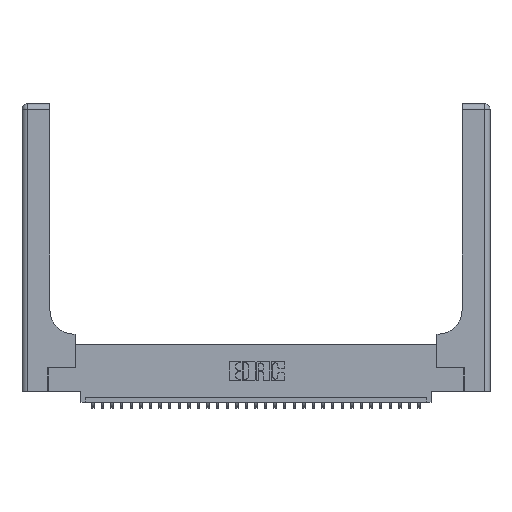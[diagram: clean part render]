
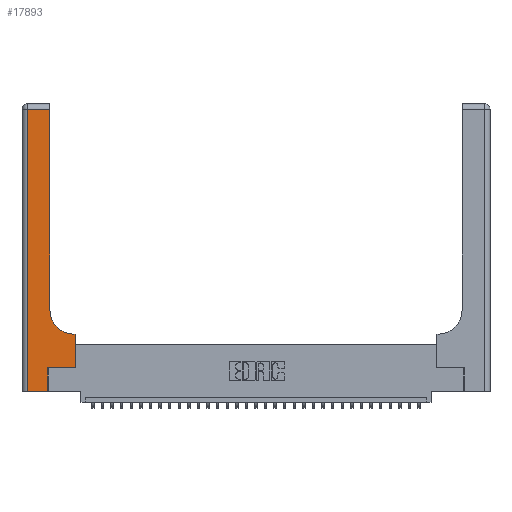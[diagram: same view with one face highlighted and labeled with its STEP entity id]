
A CAD part, top view. The second image highlights one B-rep face of the part: STEP entity #17893.
In plain terms, the highlighted planar face has unit normal (0, 0, 1).
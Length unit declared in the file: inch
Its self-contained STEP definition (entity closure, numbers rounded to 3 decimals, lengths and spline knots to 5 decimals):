
#61 = VECTOR ( 'NONE', #22545, 39.37008 ) ;
#672 = DIRECTION ( 'NONE',  ( -1., 0., 0. ) ) ;
#680 = PLANE ( 'NONE',  #11731 ) ;
#1191 = VECTOR ( 'NONE', #12561, 39.37008 ) ;
#2140 = LINE ( 'NONE', #17097, #22767 ) ;
#2171 = AXIS2_PLACEMENT_3D ( 'NONE', #19959, #27788, #12785 ) ;
#3218 = CARTESIAN_POINT ( 'NONE',  ( 0.06, 2.94, 0.37 ) ) ;
#3575 = LINE ( 'NONE', #12398, #61 ) ;
#4298 = DIRECTION ( 'NONE',  ( 1., 0., 0. ) ) ;
#4451 = CARTESIAN_POINT ( 'NONE',  ( 0.2915, 0.6, 0.37 ) ) ;
#4633 = DIRECTION ( 'NONE',  ( 0., 1., 0. ) ) ;
#5419 = ORIENTED_EDGE ( 'NONE', *, *, #18678, .T. ) ;
#5823 = DIRECTION ( 'NONE',  ( 1., 0., 0. ) ) ;
#6829 = LINE ( 'NONE', #23448, #14398 ) ;
#7209 = VERTEX_POINT ( 'NONE', #31647 ) ;
#7352 = ORIENTED_EDGE ( 'NONE', *, *, #9170, .T. ) ;
#7667 = ORIENTED_EDGE ( 'NONE', *, *, #11519, .T. ) ;
#7825 = EDGE_CURVE ( 'NONE', #31669, #8935, #15892, .T. ) ;
#7869 = CARTESIAN_POINT ( 'NONE',  ( 0.2915, 2.94, 0.37 ) ) ;
#8731 = EDGE_CURVE ( 'NONE', #11550, #9340, #27965, .T. ) ;
#8935 = VERTEX_POINT ( 'NONE', #18495 ) ;
#9170 = EDGE_CURVE ( 'NONE', #7209, #29309, #14951, .T. ) ;
#9340 = VERTEX_POINT ( 'NONE', #29146 ) ;
#10640 = CARTESIAN_POINT ( 'NONE',  ( 0.2915, 3., 0.37 ) ) ;
#11506 = ORIENTED_EDGE ( 'NONE', *, *, #21892, .T. ) ;
#11519 = EDGE_CURVE ( 'NONE', #23508, #31669, #6829, .T. ) ;
#11550 = VERTEX_POINT ( 'NONE', #23685 ) ;
#11576 = CARTESIAN_POINT ( 'NONE',  ( 0.5585, 0.25, 0.37 ) ) ;
#11731 = AXIS2_PLACEMENT_3D ( 'NONE', #15627, #18390, #672 ) ;
#12383 = EDGE_CURVE ( 'NONE', #21090, #23508, #3575, .T. ) ;
#12398 = CARTESIAN_POINT ( 'NONE',  ( 0.06, 3., 0.37 ) ) ;
#12561 = DIRECTION ( 'NONE',  ( 0., 1., 0. ) ) ;
#12785 = DIRECTION ( 'NONE',  ( 1., 0., 0. ) ) ;
#13156 = EDGE_CURVE ( 'NONE', #9340, #16482, #13902, .T. ) ;
#13528 = VECTOR ( 'NONE', #21410, 39.37008 ) ;
#13902 = LINE ( 'NONE', #10640, #1191 ) ;
#14398 = VECTOR ( 'NONE', #5823, 39.37008 ) ;
#14951 = LINE ( 'NONE', #11576, #25217 ) ;
#15013 = VECTOR ( 'NONE', #16269, 39.37008 ) ;
#15081 = FACE_OUTER_BOUND ( 'NONE', #29764, .T. ) ;
#15627 = CARTESIAN_POINT ( 'NONE',  ( 0., 3., 0.37 ) ) ;
#15689 = VECTOR ( 'NONE', #19108, 39.37008 ) ;
#15892 = LINE ( 'NONE', #29727, #13528 ) ;
#16269 = DIRECTION ( 'NONE',  ( -1., 0., 0. ) ) ;
#16482 = VERTEX_POINT ( 'NONE', #7869 ) ;
#16530 = CARTESIAN_POINT ( 'NONE',  ( 0.269, 0., 0.37 ) ) ;
#17097 = CARTESIAN_POINT ( 'NONE',  ( 0.269, 0.25, 0.37 ) ) ;
#17893 = ADVANCED_FACE ( 'NONE', ( #15081 ), #680, .F. ) ;
#18390 = DIRECTION ( 'NONE',  ( 0., 0., -1. ) ) ;
#18495 = CARTESIAN_POINT ( 'NONE',  ( 0.269, 0.25, 0.37 ) ) ;
#18678 = EDGE_CURVE ( 'NONE', #29309, #11550, #31955, .T. ) ;
#19108 = DIRECTION ( 'NONE',  ( -1., 0., 0. ) ) ;
#19277 = ORIENTED_EDGE ( 'NONE', *, *, #12383, .T. ) ;
#19959 = CARTESIAN_POINT ( 'NONE',  ( 0.5415, 0.85, 0.37 ) ) ;
#21090 = VERTEX_POINT ( 'NONE', #3218 ) ;
#21241 = EDGE_CURVE ( 'NONE', #16482, #21090, #23200, .T. ) ;
#21410 = DIRECTION ( 'NONE',  ( 0., 1., 0. ) ) ;
#21892 = EDGE_CURVE ( 'NONE', #8935, #7209, #2140, .T. ) ;
#22545 = DIRECTION ( 'NONE',  ( 0., -1., 0. ) ) ;
#22708 = ORIENTED_EDGE ( 'NONE', *, *, #21241, .T. ) ;
#22767 = VECTOR ( 'NONE', #4298, 39.37008 ) ;
#23200 = LINE ( 'NONE', #27142, #15689 ) ;
#23448 = CARTESIAN_POINT ( 'NONE',  ( 0., 0., 0.37 ) ) ;
#23508 = VERTEX_POINT ( 'NONE', #26143 ) ;
#23685 = CARTESIAN_POINT ( 'NONE',  ( 0.5415, 0.6, 0.37 ) ) ;
#23875 = ORIENTED_EDGE ( 'NONE', *, *, #7825, .T. ) ;
#25217 = VECTOR ( 'NONE', #4633, 39.37008 ) ;
#26143 = CARTESIAN_POINT ( 'NONE',  ( 0.06, 0., 0.37 ) ) ;
#27142 = CARTESIAN_POINT ( 'NONE',  ( 0., 2.94, 0.37 ) ) ;
#27788 = DIRECTION ( 'NONE',  ( 0., 0., -1. ) ) ;
#27805 = ORIENTED_EDGE ( 'NONE', *, *, #13156, .T. ) ;
#27965 = CIRCLE ( 'NONE', #2171, 0.25 ) ;
#28743 = ORIENTED_EDGE ( 'NONE', *, *, #8731, .T. ) ;
#29146 = CARTESIAN_POINT ( 'NONE',  ( 0.2915, 0.85, 0.37 ) ) ;
#29309 = VERTEX_POINT ( 'NONE', #32443 ) ;
#29727 = CARTESIAN_POINT ( 'NONE',  ( 0.269, 0., 0.37 ) ) ;
#29764 = EDGE_LOOP ( 'NONE', ( #27805, #22708, #19277, #7667, #23875, #11506, #7352, #5419, #28743 ) ) ;
#31647 = CARTESIAN_POINT ( 'NONE',  ( 0.5585, 0.25, 0.37 ) ) ;
#31669 = VERTEX_POINT ( 'NONE', #16530 ) ;
#31955 = LINE ( 'NONE', #4451, #15013 ) ;
#32443 = CARTESIAN_POINT ( 'NONE',  ( 0.5585, 0.6, 0.37 ) ) ;
